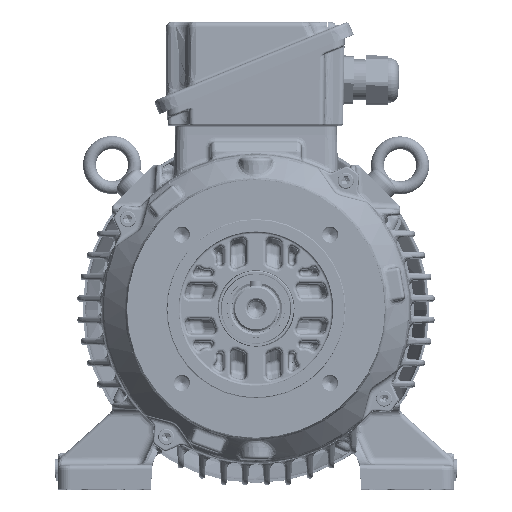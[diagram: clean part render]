
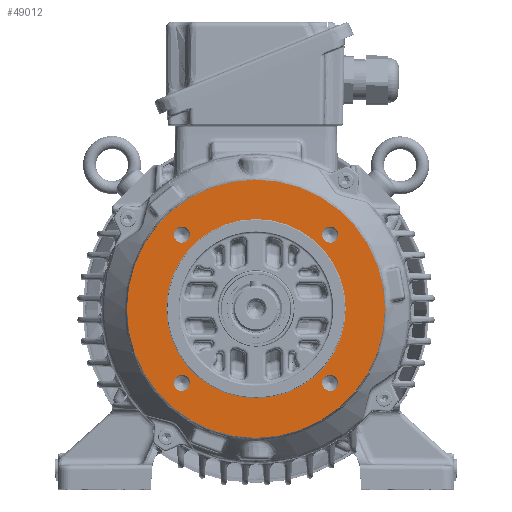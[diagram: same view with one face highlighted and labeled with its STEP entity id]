
A CAD part, top view. The second image highlights one B-rep face of the part: STEP entity #49012.
In plain terms, the highlighted planar face has unit normal (0, 0, 1).
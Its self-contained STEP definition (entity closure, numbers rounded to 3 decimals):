
#38301=PLANE('',#122448);
#49012=ADVANCED_FACE('',(#54874,#54875,#54876,#54877,#54878,#54879),#38301,
 .F.);
#54874=FACE_BOUND('',#55728,.T.);
#54875=FACE_BOUND('',#55729,.T.);
#54876=FACE_BOUND('',#55730,.T.);
#54877=FACE_BOUND('',#55731,.T.);
#54878=FACE_BOUND('',#55732,.T.);
#54879=FACE_BOUND('',#55733,.T.);
#55728=EDGE_LOOP('',(#62730));
#55729=EDGE_LOOP('',(#62731));
#55730=EDGE_LOOP('',(#62732));
#55731=EDGE_LOOP('',(#62733));
#55732=EDGE_LOOP('',(#62734));
#55733=EDGE_LOOP('',(#62735));
#62730=ORIENTED_EDGE('',*,*,#100663,.T.);
#62731=ORIENTED_EDGE('',*,*,#100664,.T.);
#62732=ORIENTED_EDGE('',*,*,#100665,.T.);
#62733=ORIENTED_EDGE('',*,*,#100666,.T.);
#62734=ORIENTED_EDGE('',*,*,#100667,.T.);
#62735=ORIENTED_EDGE('',*,*,#100668,.F.);
#89895=VERTEX_POINT('',#162799);
#89896=VERTEX_POINT('',#162801);
#89897=VERTEX_POINT('',#162803);
#89898=VERTEX_POINT('',#162805);
#89899=VERTEX_POINT('',#162807);
#89900=VERTEX_POINT('',#162809);
#100663=EDGE_CURVE('',#89895,#89895,#116417,.T.);
#100664=EDGE_CURVE('',#89896,#89896,#116418,.T.);
#100665=EDGE_CURVE('',#89897,#89897,#116419,.T.);
#100666=EDGE_CURVE('',#89898,#89898,#116420,.T.);
#100667=EDGE_CURVE('',#89899,#89899,#116421,.T.);
#100668=EDGE_CURVE('',#89900,#89900,#116422,.T.);
#116417=CIRCLE('',#122442,5.);
#116418=CIRCLE('',#122443,5.);
#116419=CIRCLE('',#122444,5.);
#116420=CIRCLE('',#122445,5.);
#116421=CIRCLE('',#122446,55.6);
#116422=CIRCLE('',#122447,80.);
#122442=AXIS2_PLACEMENT_3D('',#162798,#133600,#133601);
#122443=AXIS2_PLACEMENT_3D('',#162800,#133602,#133603);
#122444=AXIS2_PLACEMENT_3D('',#162802,#133604,#133605);
#122445=AXIS2_PLACEMENT_3D('',#162804,#133606,#133607);
#122446=AXIS2_PLACEMENT_3D('',#162806,#133608,#133609);
#122447=AXIS2_PLACEMENT_3D('',#162808,#133610,#133611);
#122448=AXIS2_PLACEMENT_3D('',#162810,#133612,#133613);
#133600=DIRECTION('',(0.,0.,-1.));
#133601=DIRECTION('',(-1.,0.,0.));
#133602=DIRECTION('',(0.,0.,-1.));
#133603=DIRECTION('',(-1.,0.,0.));
#133604=DIRECTION('',(0.,0.,-1.));
#133605=DIRECTION('',(-1.,0.,0.));
#133606=DIRECTION('',(0.,0.,-1.));
#133607=DIRECTION('',(-1.,0.,0.));
#133608=DIRECTION('',(0.,0.,-1.));
#133609=DIRECTION('',(-1.,0.,0.));
#133610=DIRECTION('',(0.,0.,-1.));
#133611=DIRECTION('',(-1.,0.,0.));
#133612=DIRECTION('',(0.,0.,-1.));
#133613=DIRECTION('',(-1.,0.,0.));
#162798=CARTESIAN_POINT('',(45.962,-45.962,0.));
#162799=CARTESIAN_POINT('',(40.962,-45.962,0.));
#162800=CARTESIAN_POINT('',(-45.962,-45.962,0.));
#162801=CARTESIAN_POINT('',(-50.962,-45.962,0.));
#162802=CARTESIAN_POINT('',(-45.962,45.962,0.));
#162803=CARTESIAN_POINT('',(-50.962,45.962,0.));
#162804=CARTESIAN_POINT('',(45.962,45.962,0.));
#162805=CARTESIAN_POINT('',(40.962,45.962,0.));
#162806=CARTESIAN_POINT('',(0.,0.,0.));
#162807=CARTESIAN_POINT('',(-55.6,0.,0.));
#162808=CARTESIAN_POINT('',(0.,0.,0.));
#162809=CARTESIAN_POINT('',(-80.,0.,0.));
#162810=CARTESIAN_POINT('',(0.,55.,0.));
